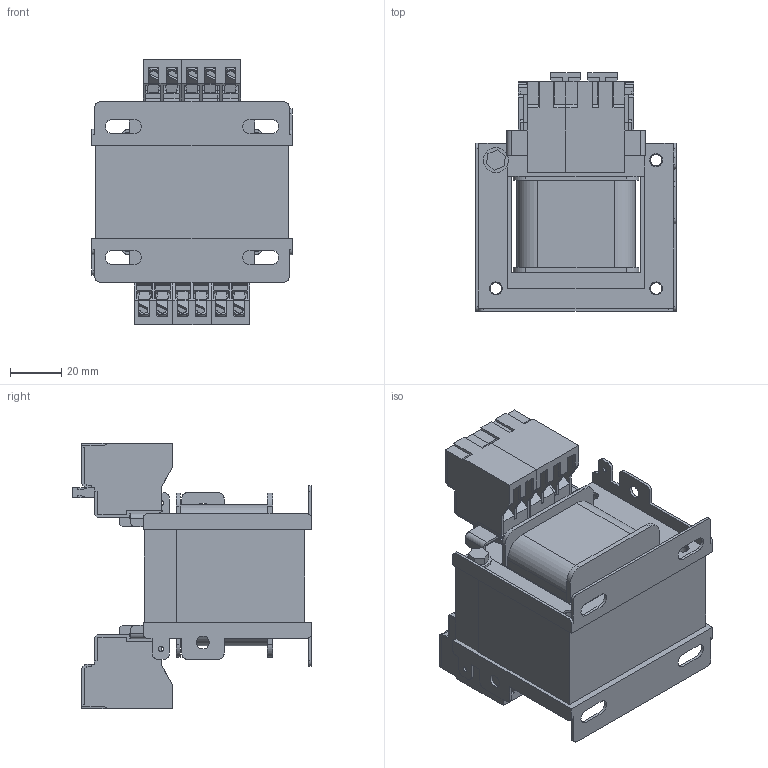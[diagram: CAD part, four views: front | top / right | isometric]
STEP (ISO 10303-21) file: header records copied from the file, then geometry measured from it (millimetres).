
FILE_DESCRIPTION (( 'STEP AP203' ), '1' );
FILE_NAME ('EURM0042.STEP', '2024-07-08T11:44:39', ( 'Utilisateur Windows' ), ( '' ), 'SwSTEP 2.0', 'SolidWorks 2023', '' );
FILE_SCHEMA (( 'CONFIG_CONTROL_DESIGN' ));
Length unit declared in the file: millimetre
Products named in the file (12): Ref. 122; Vis tete hexa M4; Tole monophase EI 62.5x75 1W7 - E - 36.5; Conta clip PTKS 4-3 Couvercle; Cadre pour borne WAGO 62.5x75; Tole monophase EI 62.5x75 1W7 - I - 36.5; EURM0042; Rondelle M4; Conta clip PTKS 4-2; Conta clip PTKS 4-1; Conta clip PTKS Cavalier; Conta clip PTKS 4-2 Couvercle
Assembly tree (22 placements, depth 2):
  EURM0042
    Cadre pour borne WAGO 62.5x75  x2
    Ref. 122
    Conta clip PTKS 4-3 Couvercle
    Conta clip PTKS Cavalier  x2
    Tole monophase EI 62.5x75 1W7 - E - 36.5
    Tole monophase EI 62.5x75 1W7 - I - 36.5
    Conta clip PTKS 4-2  x5
    Conta clip PTKS 4-1
    Conta clip PTKS 4-2 Couvercle  x4
    Vis tete hexa M4  x2
    Rondelle M4  x2
Bounding box: 78 x 93 x 103.4 mm (x, y, z)
Volume: 265744.6 mm3; surface area: 122170.6 mm2
Topology: 22 solids, 22 shells, 2941 faces, 8249 edges, 5449 vertices
Faces by surface type: plane 2130, cylinder 696, bspline 59, cone 44, torus 12
Entity records: 39601 total; most frequent: CARTESIAN_POINT 9532, ORIENTED_EDGE 6178, DIRECTION 5554, EDGE_CURVE 3089, VECTOR 2450, LINE 2450, VERTEX_POINT 2041, AXIS2_PLACEMENT_3D 1552
